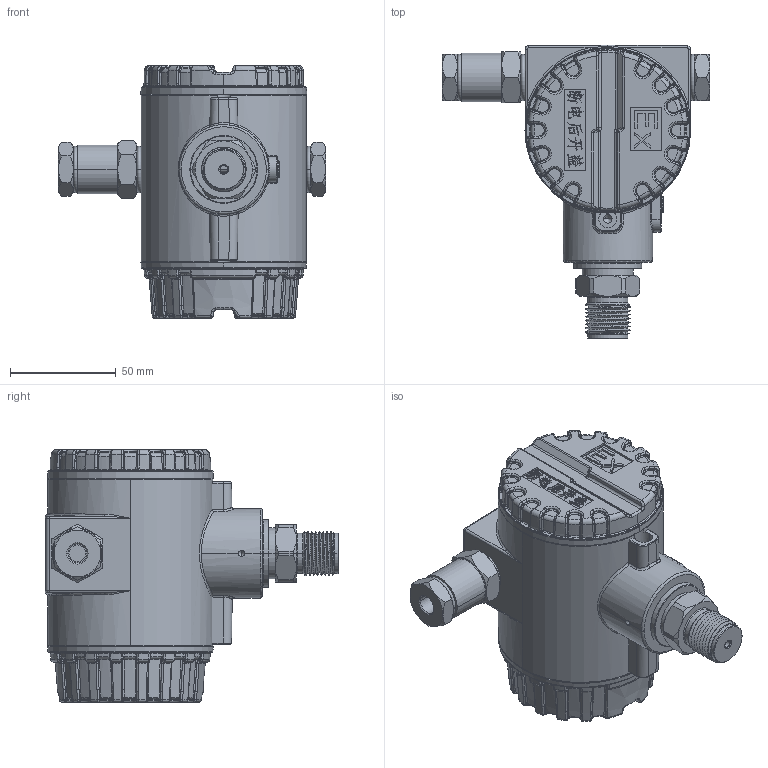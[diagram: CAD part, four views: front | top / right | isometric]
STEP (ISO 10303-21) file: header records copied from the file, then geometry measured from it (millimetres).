
FILE_DESCRIPTION (( 'STEP AP214' ), '1' );
FILE_NAME ('PM800S-G12M-3D.STEP', '2021-10-13T01:23:28', ( '' ), ( '' ), 'SwSTEP 2.0', 'SolidWorks 2018', '' );
FILE_SCHEMA (( 'AUTOMOTIVE_DESIGN' ));
Length unit declared in the file: millimetre
Products named in the file (13): 4088-02-PM800S.stp; PM800S-G12M-3D.stp; PM800S-G12M-3D; 4088-M20X1D5-17-O_ASM.stp; 4088-03.stp; 4088-M20X1D5-9-20.stp; 4088-01.stp; 4088-18-8-10.stp; O-18-2D0.stp; 4088-2088-G12M-3D.stp; 4088-M20X1D5-9-20-O_ASM.stp; 4088-M20X1D5-17.stp; 4088-M20X1D5M-M20X1D5-40.stp
Assembly tree (14 placements, depth 4):
  PM800S-G12M-3D
    PM800S-G12M-3D.stp
      4088-M20X1D5-17-O_ASM.stp
        4088-M20X1D5-17.stp
        O-18-2D0.stp
      4088-M20X1D5-9-20-O_ASM.stp
        4088-M20X1D5M-M20X1D5-40.stp
        4088-18-8-10.stp
        O-18-2D0.stp  x2
        4088-M20X1D5-9-20.stp
      4088-01.stp
      4088-02-PM800S.stp
      4088-03.stp
      4088-2088-G12M-3D.stp
Bounding box: 126.01 x 138.48 x 119.1 mm (x, y, z)
Volume: 130372.4 mm3; surface area: 129283.6 mm2
Topology: 9 solids, 13 shells, 2662 faces, 6579 edges, 4001 vertices
Faces by surface type: plane 933, bspline 606, cylinder 442, torus 327, cone 239, sphere 115
Entity records: 109796 total; most frequent: CARTESIAN_POINT 51954, ORIENTED_EDGE 13060, DIRECTION 10381, EDGE_CURVE 6534, VERTEX_POINT 3989, AXIS2_PLACEMENT_3D 3767, LINE 2847, VECTOR 2847
